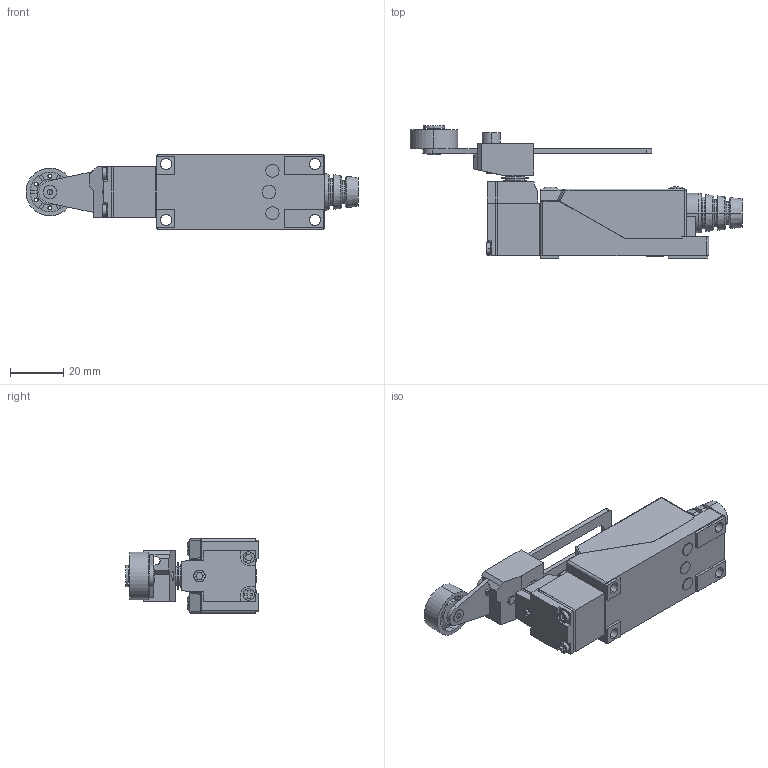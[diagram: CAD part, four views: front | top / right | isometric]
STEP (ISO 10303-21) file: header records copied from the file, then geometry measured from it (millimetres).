
FILE_DESCRIPTION (( 'STEP AP203' ), '1' );
FILE_NAME ('TZ8108.ÃÌ Êîíöåâîé âûêëþ÷àòåëü TZ-8108.STEP', '2024-08-23T05:31:21', ( '' ), ( '' ), 'SwSTEP 2.0', 'SolidWorks 2021', '' );
FILE_SCHEMA (( 'CONFIG_CONTROL_DESIGN' ));
Length unit declared in the file: millimetre
Products named in the file (1): TZ8108.ÃÌ Êîíöåâîé âûêëþ÷àòåëü TZ-8108
Bounding box: 125.05 x 49.87 x 28 mm (x, y, z)
Volume: 56711.3 mm3; surface area: 26255.9 mm2
Topology: 19 solids, 19 shells, 522 faces, 1312 edges, 847 vertices
Faces by surface type: plane 328, cylinder 159, cone 22, torus 6, sphere 4, bspline 3
Entity records: 15956 total; most frequent: CARTESIAN_POINT 3185, DIRECTION 2641, ORIENTED_EDGE 2612, EDGE_CURVE 1306, AXIS2_PLACEMENT_3D 891, LINE 859, VECTOR 859, VERTEX_POINT 847
